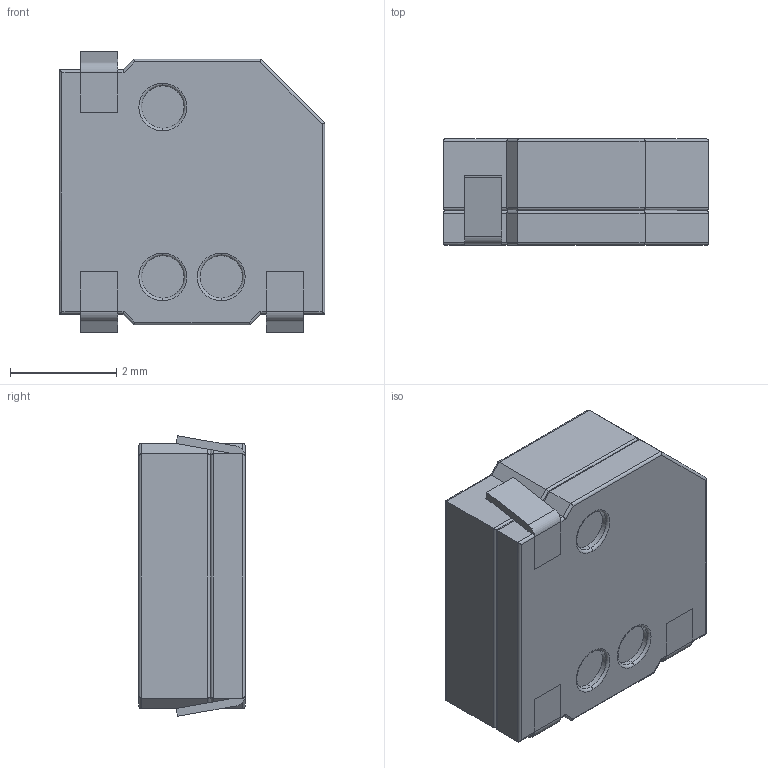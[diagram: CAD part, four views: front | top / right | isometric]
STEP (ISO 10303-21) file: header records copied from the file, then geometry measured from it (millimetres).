
FILE_DESCRIPTION (( 'STEP AP214' ), '1' );
FILE_NAME ('CMT-0502-75-SMT-TR.STEP', '2024-02-29T18:19:28', ( '' ), ( '' ), 'SwSTEP 2.0', 'SolidWorks 2021', '' );
FILE_SCHEMA (( 'AUTOMOTIVE_DESIGN' ));
Length unit declared in the file: millimetre
Products named in the file (1): CMT-0502-75-SMT-TR
Bounding box: 5 x 2 x 5.28 mm (x, y, z)
Volume: 46.9 mm3; surface area: 144.2 mm2
Topology: 5 solids, 5 shells, 136 faces, 316 edges, 194 vertices
Faces by surface type: plane 66, cylinder 64, torus 6
Entity records: 3842 total; most frequent: CARTESIAN_POINT 779, ORIENTED_EDGE 632, DIRECTION 598, EDGE_CURVE 316, LINE 220, VECTOR 220, VERTEX_POINT 194, AXIS2_PLACEMENT_3D 189
